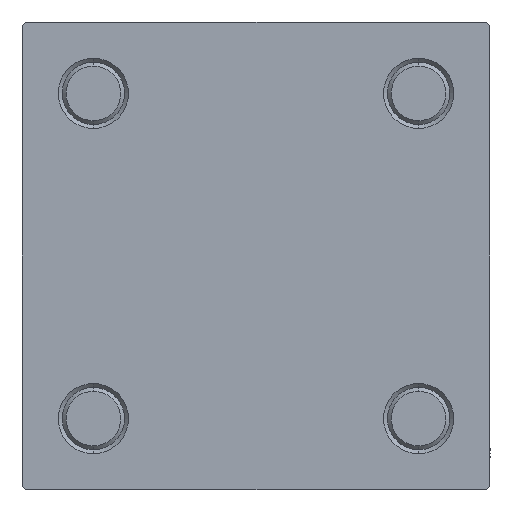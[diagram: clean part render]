
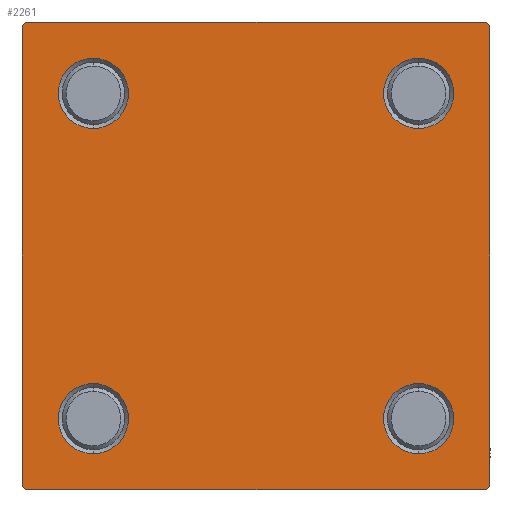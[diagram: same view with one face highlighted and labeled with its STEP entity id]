
A CAD part, left-side view. The second image highlights one B-rep face of the part: STEP entity #2261.
In plain terms, the highlighted planar face has unit normal (-1, 0, 0).
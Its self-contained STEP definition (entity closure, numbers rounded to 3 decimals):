
#86 = LINE ( 'NONE', #6662, #15799 ) ;
#352 = ORIENTED_EDGE ( 'NONE', *, *, #33472, .T. ) ;
#440 = DIRECTION ( 'NONE',  ( 1., 0., 0. ) ) ;
#566 = DIRECTION ( 'NONE',  ( 1., 0., 0. ) ) ;
#1323 = EDGE_LOOP ( 'NONE', ( #41683, #352 ) ) ;
#1443 = EDGE_LOOP ( 'NONE', ( #26700, #20244 ) ) ;
#2261 = ADVANCED_FACE ( 'NONE', ( #49268, #30591, #34107, #49505, #34598 ), #45975, .T. ) ;
#2665 = DIRECTION ( 'NONE',  ( 0., 0., 1. ) ) ;
#3083 = VERTEX_POINT ( 'NONE', #42898 ) ;
#3737 = ORIENTED_EDGE ( 'NONE', *, *, #6198, .T. ) ;
#4099 = VERTEX_POINT ( 'NONE', #37381 ) ;
#4259 = DIRECTION ( 'NONE',  ( 1., 0., 0. ) ) ;
#4492 = DIRECTION ( 'NONE',  ( 0., -1., 0. ) ) ;
#4818 = EDGE_LOOP ( 'NONE', ( #13159, #37877 ) ) ;
#5329 = LINE ( 'NONE', #36066, #36795 ) ;
#5366 = VERTEX_POINT ( 'NONE', #13446 ) ;
#6198 = EDGE_CURVE ( 'NONE', #40554, #26035, #31214, .T. ) ;
#6389 = EDGE_CURVE ( 'NONE', #26035, #20438, #86, .T. ) ;
#6517 = AXIS2_PLACEMENT_3D ( 'NONE', #35087, #566, #12153 ) ;
#6662 = CARTESIAN_POINT ( 'NONE',  ( 0., -29.75, -29.75 ) ) ;
#7165 = CIRCLE ( 'NONE', #43387, 4.5 ) ;
#7403 = DIRECTION ( 'NONE',  ( 1., 0., 0. ) ) ;
#7674 = CARTESIAN_POINT ( 'NONE',  ( 0., 20.85, 16.35 ) ) ;
#7875 = CARTESIAN_POINT ( 'NONE',  ( 0., -20.85, -25.35 ) ) ;
#8231 = CIRCLE ( 'NONE', #29940, 4.5 ) ;
#8400 = ORIENTED_EDGE ( 'NONE', *, *, #25780, .T. ) ;
#8574 = CARTESIAN_POINT ( 'NONE',  ( 0., 30., 30. ) ) ;
#8684 = DIRECTION ( 'NONE',  ( 0., 0., 1. ) ) ;
#9390 = VERTEX_POINT ( 'NONE', #48551 ) ;
#9647 = VERTEX_POINT ( 'NONE', #33845 ) ;
#10376 = ORIENTED_EDGE ( 'NONE', *, *, #34703, .F. ) ;
#10389 = CIRCLE ( 'NONE', #38581, 4.5 ) ;
#10549 = DIRECTION ( 'NONE',  ( 0., 0.707, 0.707 ) ) ;
#11412 = CARTESIAN_POINT ( 'NONE',  ( 0., 0., 0. ) ) ;
#12153 = DIRECTION ( 'NONE',  ( 0., 0., 1. ) ) ;
#13130 = LINE ( 'NONE', #39634, #48439 ) ;
#13159 = ORIENTED_EDGE ( 'NONE', *, *, #16908, .T. ) ;
#13328 = CIRCLE ( 'NONE', #48782, 4.5 ) ;
#13446 = CARTESIAN_POINT ( 'NONE',  ( 0., 29.5, 30. ) ) ;
#13842 = CARTESIAN_POINT ( 'NONE',  ( 0., -20.85, -16.35 ) ) ;
#13927 = DIRECTION ( 'NONE',  ( 0., 0.707, -0.707 ) ) ;
#14398 = DIRECTION ( 'NONE',  ( 0., 0., -1. ) ) ;
#14774 = VERTEX_POINT ( 'NONE', #36313 ) ;
#14930 = DIRECTION ( 'NONE',  ( 0., 0., 1. ) ) ;
#15071 = CARTESIAN_POINT ( 'NONE',  ( 0., -20.85, -20.85 ) ) ;
#15777 = CIRCLE ( 'NONE', #29476, 4.5 ) ;
#15799 = VECTOR ( 'NONE', #49770, 1000. ) ;
#16489 = CARTESIAN_POINT ( 'NONE',  ( 0., -20.85, -20.85 ) ) ;
#16908 = EDGE_CURVE ( 'NONE', #9390, #14774, #13328, .T. ) ;
#17348 = VECTOR ( 'NONE', #4492, 1000. ) ;
#17789 = CARTESIAN_POINT ( 'NONE',  ( 0., -20.85, 20.85 ) ) ;
#17840 = ORIENTED_EDGE ( 'NONE', *, *, #21057, .T. ) ;
#18199 = LINE ( 'NONE', #33563, #27459 ) ;
#18543 = DIRECTION ( 'NONE',  ( 1., 0., 0. ) ) ;
#18606 = CARTESIAN_POINT ( 'NONE',  ( 0., 30., -29.5 ) ) ;
#18852 = EDGE_CURVE ( 'NONE', #9647, #20529, #15777, .T. ) ;
#19372 = CARTESIAN_POINT ( 'NONE',  ( 0., 30., -30. ) ) ;
#20244 = ORIENTED_EDGE ( 'NONE', *, *, #33546, .T. ) ;
#20438 = VERTEX_POINT ( 'NONE', #23406 ) ;
#20529 = VERTEX_POINT ( 'NONE', #32913 ) ;
#20629 = ORIENTED_EDGE ( 'NONE', *, *, #30414, .T. ) ;
#20975 = VERTEX_POINT ( 'NONE', #7875 ) ;
#21057 = EDGE_CURVE ( 'NONE', #22487, #40554, #5329, .T. ) ;
#21708 = AXIS2_PLACEMENT_3D ( 'NONE', #49796, #22328, #49545 ) ;
#22328 = DIRECTION ( 'NONE',  ( 1., 0., 0. ) ) ;
#22418 = LINE ( 'NONE', #29465, #36981 ) ;
#22487 = VERTEX_POINT ( 'NONE', #18606 ) ;
#23080 = CARTESIAN_POINT ( 'NONE',  ( 0., 29.5, -30. ) ) ;
#23290 = CARTESIAN_POINT ( 'NONE',  ( 0., 20.85, -20.85 ) ) ;
#23297 = CIRCLE ( 'NONE', #21708, 4.5 ) ;
#23406 = CARTESIAN_POINT ( 'NONE',  ( 0., -30., -29.5 ) ) ;
#23893 = CARTESIAN_POINT ( 'NONE',  ( 0., 20.85, -20.85 ) ) ;
#24225 = LINE ( 'NONE', #8574, #46671 ) ;
#24800 = EDGE_CURVE ( 'NONE', #27891, #29878, #7165, .T. ) ;
#25252 = DIRECTION ( 'NONE',  ( 0., -1., 0. ) ) ;
#25780 = EDGE_CURVE ( 'NONE', #38006, #20975, #10389, .T. ) ;
#26011 = DIRECTION ( 'NONE',  ( 1., 0., 0. ) ) ;
#26035 = VERTEX_POINT ( 'NONE', #42017 ) ;
#26041 = LINE ( 'NONE', #48488, #39721 ) ;
#26700 = ORIENTED_EDGE ( 'NONE', *, *, #24800, .T. ) ;
#27459 = VECTOR ( 'NONE', #14398, 1000. ) ;
#27844 = DIRECTION ( 'NONE',  ( 1., 0., 0. ) ) ;
#27891 = VERTEX_POINT ( 'NONE', #47472 ) ;
#29465 = CARTESIAN_POINT ( 'NONE',  ( 0., -29.75, 29.75 ) ) ;
#29476 = AXIS2_PLACEMENT_3D ( 'NONE', #23893, #440, #47075 ) ;
#29587 = DIRECTION ( 'NONE',  ( -1., 0., 0. ) ) ;
#29868 = EDGE_CURVE ( 'NONE', #14774, #9390, #23297, .T. ) ;
#29878 = VERTEX_POINT ( 'NONE', #7674 ) ;
#29940 = AXIS2_PLACEMENT_3D ( 'NONE', #16489, #27844, #8684 ) ;
#30012 = EDGE_LOOP ( 'NONE', ( #20629, #17840, #3737, #34716, #10376, #34399, #48094, #40968 ) ) ;
#30414 = EDGE_CURVE ( 'NONE', #4099, #22487, #24225, .T. ) ;
#30571 = EDGE_LOOP ( 'NONE', ( #8400, #40997 ) ) ;
#30591 = FACE_BOUND ( 'NONE', #30571, .T. ) ;
#31214 = LINE ( 'NONE', #19372, #17348 ) ;
#32913 = CARTESIAN_POINT ( 'NONE',  ( 0., 20.85, -25.35 ) ) ;
#33061 = CARTESIAN_POINT ( 'NONE',  ( 0., 20.85, 20.85 ) ) ;
#33472 = EDGE_CURVE ( 'NONE', #20529, #9647, #39512, .T. ) ;
#33485 = AXIS2_PLACEMENT_3D ( 'NONE', #11412, #29587, #14930 ) ;
#33546 = EDGE_CURVE ( 'NONE', #29878, #27891, #41137, .T. ) ;
#33563 = CARTESIAN_POINT ( 'NONE',  ( 0., -30., 30. ) ) ;
#33845 = CARTESIAN_POINT ( 'NONE',  ( 0., 20.85, -16.35 ) ) ;
#34107 = FACE_BOUND ( 'NONE', #1323, .T. ) ;
#34399 = ORIENTED_EDGE ( 'NONE', *, *, #47973, .T. ) ;
#34487 = DIRECTION ( 'NONE',  ( 0., 0., 1. ) ) ;
#34598 = FACE_OUTER_BOUND ( 'NONE', #30012, .T. ) ;
#34703 = EDGE_CURVE ( 'NONE', #44853, #20438, #18199, .T. ) ;
#34716 = ORIENTED_EDGE ( 'NONE', *, *, #6389, .T. ) ;
#35087 = CARTESIAN_POINT ( 'NONE',  ( 0., 20.85, 20.85 ) ) ;
#35897 = EDGE_CURVE ( 'NONE', #5366, #3083, #13130, .T. ) ;
#36066 = CARTESIAN_POINT ( 'NONE',  ( 0., 29.75, -29.75 ) ) ;
#36313 = CARTESIAN_POINT ( 'NONE',  ( 0., -20.85, 16.35 ) ) ;
#36509 = EDGE_CURVE ( 'NONE', #20975, #38006, #8231, .T. ) ;
#36795 = VECTOR ( 'NONE', #43397, 1000. ) ;
#36981 = VECTOR ( 'NONE', #10549, 1000. ) ;
#37381 = CARTESIAN_POINT ( 'NONE',  ( 0., 30., 29.5 ) ) ;
#37877 = ORIENTED_EDGE ( 'NONE', *, *, #29868, .T. ) ;
#38006 = VERTEX_POINT ( 'NONE', #13842 ) ;
#38581 = AXIS2_PLACEMENT_3D ( 'NONE', #15071, #4259, #34487 ) ;
#39512 = CIRCLE ( 'NONE', #49175, 4.5 ) ;
#39634 = CARTESIAN_POINT ( 'NONE',  ( 0., 30., 30. ) ) ;
#39721 = VECTOR ( 'NONE', #13927, 1000. ) ;
#39936 = EDGE_CURVE ( 'NONE', #5366, #4099, #26041, .T. ) ;
#40554 = VERTEX_POINT ( 'NONE', #23080 ) ;
#40968 = ORIENTED_EDGE ( 'NONE', *, *, #39936, .T. ) ;
#40997 = ORIENTED_EDGE ( 'NONE', *, *, #36509, .T. ) ;
#41137 = CIRCLE ( 'NONE', #6517, 4.5 ) ;
#41683 = ORIENTED_EDGE ( 'NONE', *, *, #18852, .T. ) ;
#42017 = CARTESIAN_POINT ( 'NONE',  ( 0., -29.5, -30. ) ) ;
#42898 = CARTESIAN_POINT ( 'NONE',  ( 0., -29.5, 30. ) ) ;
#43387 = AXIS2_PLACEMENT_3D ( 'NONE', #33061, #26011, #44663 ) ;
#43397 = DIRECTION ( 'NONE',  ( 0., -0.707, -0.707 ) ) ;
#44663 = DIRECTION ( 'NONE',  ( 0., 0., 1. ) ) ;
#44853 = VERTEX_POINT ( 'NONE', #47525 ) ;
#45975 = PLANE ( 'NONE',  #33485 ) ;
#45985 = DIRECTION ( 'NONE',  ( 0., 0., 1. ) ) ;
#46671 = VECTOR ( 'NONE', #46912, 1000. ) ;
#46912 = DIRECTION ( 'NONE',  ( 0., 0., -1. ) ) ;
#47075 = DIRECTION ( 'NONE',  ( 0., 0., 1. ) ) ;
#47472 = CARTESIAN_POINT ( 'NONE',  ( 0., 20.85, 25.35 ) ) ;
#47525 = CARTESIAN_POINT ( 'NONE',  ( 0., -30., 29.5 ) ) ;
#47973 = EDGE_CURVE ( 'NONE', #44853, #3083, #22418, .T. ) ;
#48094 = ORIENTED_EDGE ( 'NONE', *, *, #35897, .F. ) ;
#48439 = VECTOR ( 'NONE', #25252, 1000. ) ;
#48488 = CARTESIAN_POINT ( 'NONE',  ( 0., 29.75, 29.75 ) ) ;
#48551 = CARTESIAN_POINT ( 'NONE',  ( 0., -20.85, 25.35 ) ) ;
#48782 = AXIS2_PLACEMENT_3D ( 'NONE', #17789, #18543, #2665 ) ;
#49175 = AXIS2_PLACEMENT_3D ( 'NONE', #23290, #7403, #45985 ) ;
#49268 = FACE_BOUND ( 'NONE', #4818, .T. ) ;
#49505 = FACE_BOUND ( 'NONE', #1443, .T. ) ;
#49545 = DIRECTION ( 'NONE',  ( 0., 0., 1. ) ) ;
#49770 = DIRECTION ( 'NONE',  ( 0., -0.707, 0.707 ) ) ;
#49796 = CARTESIAN_POINT ( 'NONE',  ( 0., -20.85, 20.85 ) ) ;
